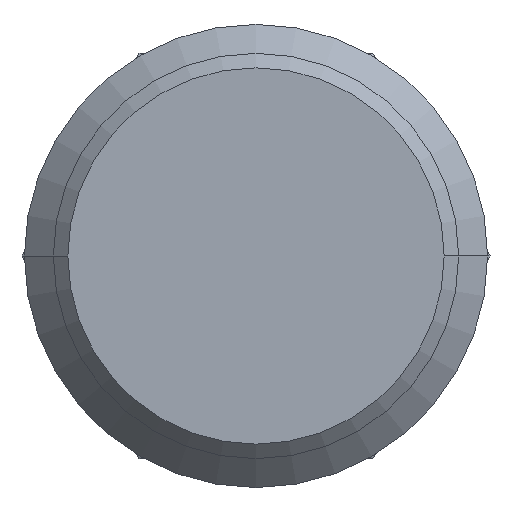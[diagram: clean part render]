
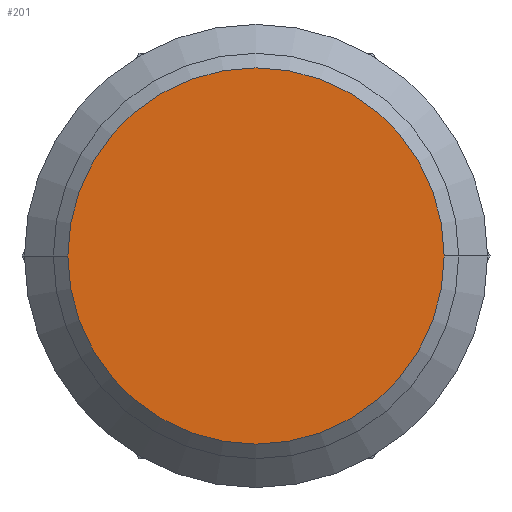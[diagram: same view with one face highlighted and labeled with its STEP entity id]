
A CAD part, front view. The second image highlights one B-rep face of the part: STEP entity #201.
In plain terms, the highlighted planar face has unit normal (0, -1, 0).
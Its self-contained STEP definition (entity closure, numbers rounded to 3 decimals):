
#201=ADVANCED_FACE('',(#325),#326,.T.);
#325=FACE_OUTER_BOUND('',#513,.T.);
#326=PLANE('',#514);
#513=EDGE_LOOP('',(#847,#848));
#514=AXIS2_PLACEMENT_3D('',#849,#850,#851);
#847=ORIENTED_EDGE('',*,*,#1326,.F.);
#848=ORIENTED_EDGE('',*,*,#1335,.F.);
#849=CARTESIAN_POINT('',(-1.625,-38.0,0.0));
#850=DIRECTION('',(0.0,-1.0,0.0));
#851=DIRECTION('',(1.0,0.0,0.0));
#1326=EDGE_CURVE('',#1541,#1543,#1544,.T.);
#1335=EDGE_CURVE('',#1543,#1541,#1556,.T.);
#1541=VERTEX_POINT('',#1890);
#1543=VERTEX_POINT('',#1893);
#1544=CIRCLE('',#1894,3.25);
#1556=CIRCLE('',#1909,3.25);
#1890=CARTESIAN_POINT('',(-3.25,-38.0,0.0));
#1893=CARTESIAN_POINT('',(3.25,-38.0,0.));
#1894=AXIS2_PLACEMENT_3D('',#2744,#2745,#2746);
#1909=AXIS2_PLACEMENT_3D('',#2765,#2766,#2767);
#2744=CARTESIAN_POINT('',(0.0,-38.0,0.0));
#2745=DIRECTION('',(0.0,1.0,0.0));
#2746=DIRECTION('',(-1.0,0.0,0.0));
#2765=CARTESIAN_POINT('',(0.0,-38.0,0.0));
#2766=DIRECTION('',(0.0,1.0,0.0));
#2767=DIRECTION('',(-1.0,0.0,0.0));
